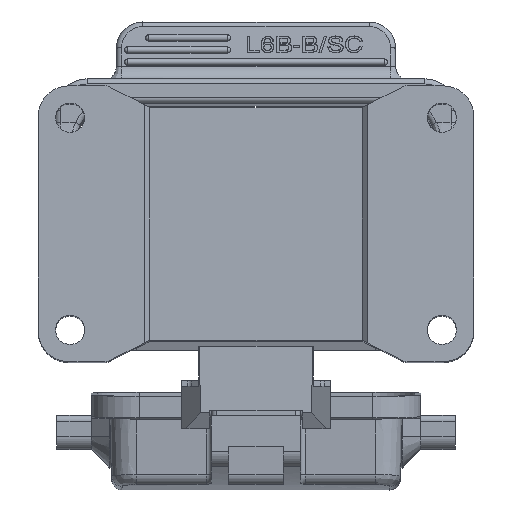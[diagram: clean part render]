
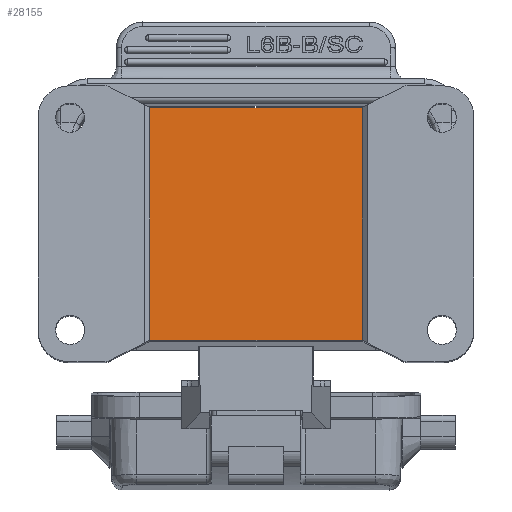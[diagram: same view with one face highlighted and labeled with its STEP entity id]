
A CAD part, front view. The second image highlights one B-rep face of the part: STEP entity #28155.
In plain terms, the highlighted planar face has unit normal (0, -0.999, 0.046).
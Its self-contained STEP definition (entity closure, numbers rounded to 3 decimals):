
#238=DIRECTION('',(1.,0.,0.));
#239=VECTOR('',#238,39.998);
#240=CARTESIAN_POINT('',(17.501,-27.985,-2.287));
#241=LINE('',#240,#239);
#5705=DIRECTION('',(-1.,0.,0.));
#5706=VECTOR('',#5705,39.998);
#5707=CARTESIAN_POINT('',(57.499,-25.972,41.555));
#5708=LINE('',#5707,#5706);
#6165=DIRECTION('',(0.,0.046,0.999));
#6166=VECTOR('',#6165,43.889);
#6167=CARTESIAN_POINT('',(57.499,-27.985,
-2.287));
#6168=LINE('',#6167,#6166);
#6183=DIRECTION('',(0.,0.046,0.999));
#6184=VECTOR('',#6183,43.889);
#6185=CARTESIAN_POINT('',(17.501,-27.985,
-2.287));
#6186=LINE('',#6185,#6184);
#18014=CARTESIAN_POINT('',(57.499,-25.972,
41.555));
#18015=VERTEX_POINT('',#18014);
#18016=CARTESIAN_POINT('',(17.501,-25.972,
41.555));
#18017=VERTEX_POINT('',#18016);
#18111=CARTESIAN_POINT('',(57.499,-27.985,
-2.287));
#18112=VERTEX_POINT('',#18111);
#18141=CARTESIAN_POINT('',(17.501,-27.985,
-2.287));
#18142=VERTEX_POINT('',#18141);
#28143=CARTESIAN_POINT('',(37.5,-26.979,
19.634));
#28144=DIRECTION('',(0.,0.999,-0.046));
#28145=DIRECTION('',(0.,-0.046,-0.999));
#28146=AXIS2_PLACEMENT_3D('',#28143,#28144,#28145);
#28147=PLANE('',#28146);
#28148=ORIENTED_EDGE('',*,*,#28134,.F.);
#28149=ORIENTED_EDGE('',*,*,#20599,.F.);
#28151=ORIENTED_EDGE('',*,*,#28150,.T.);
#28152=ORIENTED_EDGE('',*,*,#27372,.F.);
#28153=EDGE_LOOP('',(#28148,#28149,#28151,#28152));
#28154=FACE_OUTER_BOUND('',#28153,.F.);
#20599=EDGE_CURVE('',#18142,#18112,#241,.T.);
#27372=EDGE_CURVE('',#18015,#18017,#5708,.T.);
#28134=EDGE_CURVE('',#18112,#18015,#6168,.T.);
#28150=EDGE_CURVE('',#18142,#18017,#6186,.T.);
#28155=ADVANCED_FACE('',(#28154),#28147,.F.);
